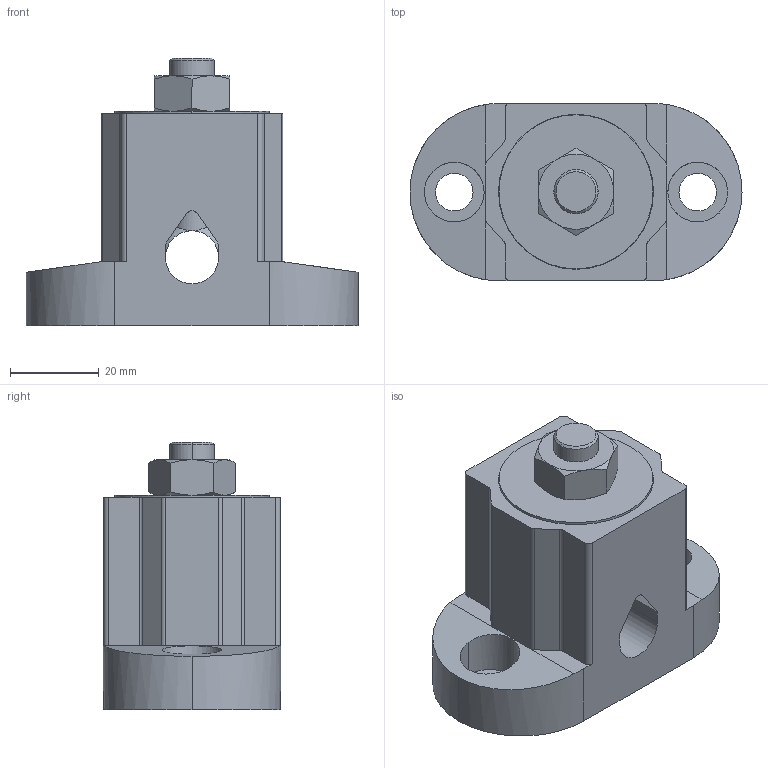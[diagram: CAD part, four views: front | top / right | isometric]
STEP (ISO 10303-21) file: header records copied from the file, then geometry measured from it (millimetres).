
FILE_DESCRIPTION (( 'STEP AP214' ), '1' );
FILE_NAME ('Rexnord-S0763-S0763-610093.STEP', '2021-02-05T14:17:02', ( '' ), ( '' ), 'SwSTEP 2.0', 'SolidWorks 2020', '' );
FILE_SCHEMA (( 'AUTOMOTIVE_DESIGN' ));
Length unit declared in the file: millimetre
Products named in the file (5): Rexnord-S0763-S0763-610093; Rexnord-S0763-S0763-610093_BLOCK; Rexnord-S0763-S0763-610093_eye bolt; Rexnord-S0763-S0763-610093_WASHER; Rexnord-S0763-S0763-610093_nut m10
Assembly tree (4 placements, depth 2):
  Rexnord-S0763-S0763-610093
    Rexnord-S0763-S0763-610093_BLOCK
    Rexnord-S0763-S0763-610093_eye bolt
    Rexnord-S0763-S0763-610093_WASHER
    Rexnord-S0763-S0763-610093_nut m10
Bounding box: 75 x 40 x 60.5 mm (x, y, z)
Volume: 73630.4 mm3; surface area: 22746.3 mm2
Topology: 4 solids, 4 shells, 108 faces, 266 edges, 168 vertices
Faces by surface type: plane 46, cylinder 41, cone 18, torus 3
Entity records: 3556 total; most frequent: CARTESIAN_POINT 775, DIRECTION 558, ORIENTED_EDGE 532, EDGE_CURVE 266, AXIS2_PLACEMENT_3D 213, VERTEX_POINT 168, VECTOR 132, LINE 132
